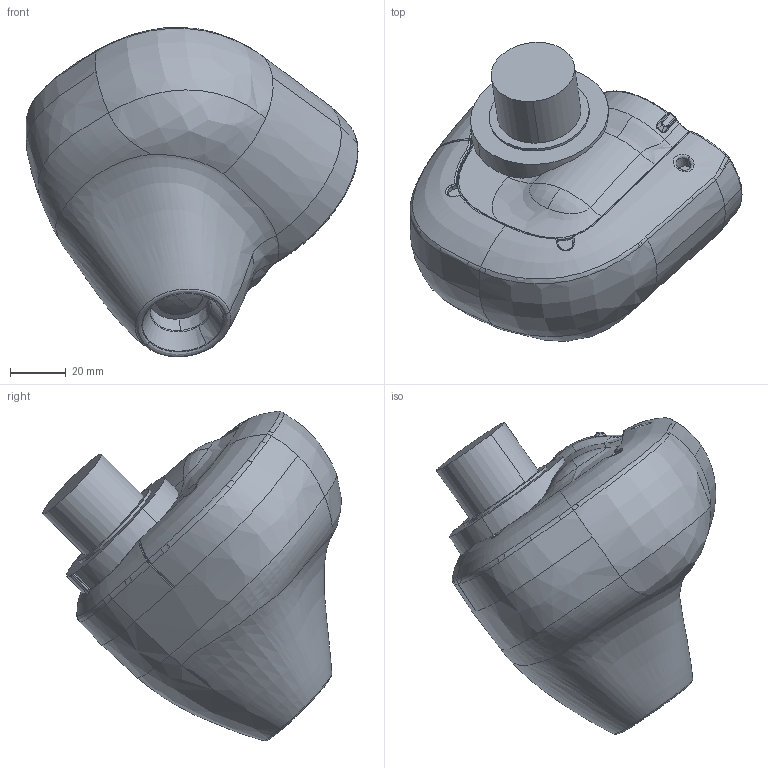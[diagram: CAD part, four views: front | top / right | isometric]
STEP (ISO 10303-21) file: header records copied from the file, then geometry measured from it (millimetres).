
FILE_DESCRIPTION (( 'STEP AP214' ), '1' );
FILE_NAME ('Link6_R3.0.STEP', '2015-02-09T07:42:32', ( 'ABB' ), ( 'ABB' ), 'SwSTEP 2.0', 'SolidWorks 2012', '' );
FILE_SCHEMA (( 'AUTOMOTIVE_DESIGN' ));
Length unit declared in the file: millimetre
Products named in the file (1): Link6_R3.0
Bounding box: 118.76 x 107.04 x 117.84 mm (x, y, z)
Volume: 469941.9 mm3; surface area: 39652.4 mm2
Topology: 1 solids, 1 shells, 346 faces, 884 edges, 534 vertices
Faces by surface type: bspline 245, plane 45, cylinder 33, cone 23
Entity records: 44811 total; most frequent: CARTESIAN_POINT 34913, ORIENTED_EDGE 1744, EDGE_CURVE 872, B_SPLINE_CURVE_WITH_KNOTS 587, DIRECTION 538, VERTEX_POINT 534, EDGE_LOOP 352, UNCERTAINTY_MEASURE_WITH_UNIT 349
